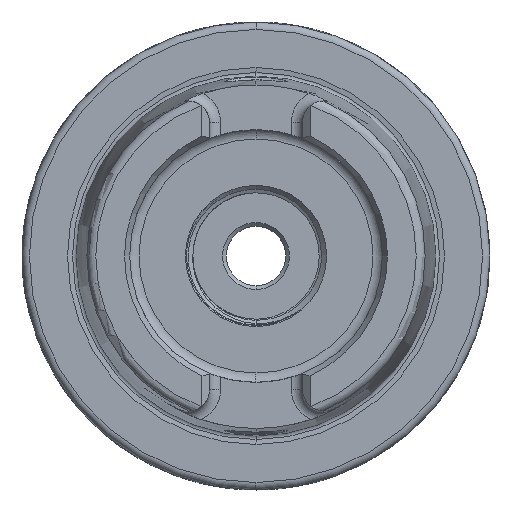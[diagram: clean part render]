
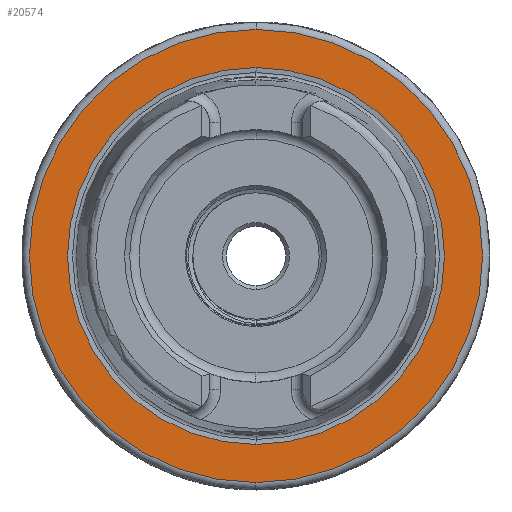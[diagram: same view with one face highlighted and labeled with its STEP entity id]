
A CAD part, left-side view. The second image highlights one B-rep face of the part: STEP entity #20574.
In plain terms, the highlighted planar face has unit normal (-1, 0, 0).
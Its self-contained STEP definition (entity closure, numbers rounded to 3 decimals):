
#2685 = DIRECTION ( 'NONE',  ( -1., 0., 0. ) ) ;
#2687 = CARTESIAN_POINT ( 'NONE',  ( 0., 25.369, 0. ) ) ;
#2688 = DIRECTION ( 'NONE',  ( 0., 0., 1. ) ) ;
#2708 = PLANE ( 'NONE',  #23517 ) ;
#5070 = CARTESIAN_POINT ( 'NONE',  ( 0., 0., -30.5 ) ) ;
#5231 = VERTEX_POINT ( 'NONE', #5070 ) ;
#5247 = AXIS2_PLACEMENT_3D ( 'NONE', #14323, #14311, #14315 ) ;
#5259 = AXIS2_PLACEMENT_3D ( 'NONE', #14420, #14422, #14481 ) ;
#5567 = EDGE_CURVE ( 'NONE', #8139, #8134, #6535, .T. ) ;
#5589 = EDGE_CURVE ( 'NONE', #5231, #11666, #7592, .T. ) ;
#5803 = AXIS2_PLACEMENT_3D ( 'NONE', #10611, #10612, #10613 ) ;
#5815 = AXIS2_PLACEMENT_3D ( 'NONE', #10475, #10490, #10495 ) ;
#6174 = EDGE_CURVE ( 'NONE', #11666, #5231, #11980, .T. ) ;
#6197 = EDGE_CURVE ( 'NONE', #8134, #8139, #12041, .T. ) ;
#6535 = CIRCLE ( 'NONE', #5815, 25.369 ) ;
#6781 = ORIENTED_EDGE ( 'NONE', *, *, #6174, .T. ) ;
#6795 = ORIENTED_EDGE ( 'NONE', *, *, #5567, .T. ) ;
#6797 = ORIENTED_EDGE ( 'NONE', *, *, #6197, .T. ) ;
#6798 = ORIENTED_EDGE ( 'NONE', *, *, #5589, .T. ) ;
#7592 = CIRCLE ( 'NONE', #5803, 30.5 ) ;
#8134 = VERTEX_POINT ( 'NONE', #17642 ) ;
#8139 = VERTEX_POINT ( 'NONE', #17616 ) ;
#8308 = EDGE_LOOP ( 'NONE', ( #6781, #6798 ) ) ;
#8320 = EDGE_LOOP ( 'NONE', ( #6797, #6795 ) ) ;
#10475 = CARTESIAN_POINT ( 'NONE',  ( 0., 0., 0. ) ) ;
#10490 = DIRECTION ( 'NONE',  ( 1., 0., 0. ) ) ;
#10495 = DIRECTION ( 'NONE',  ( 0., 0., -1. ) ) ;
#10611 = CARTESIAN_POINT ( 'NONE',  ( 0., 0., 0. ) ) ;
#10612 = DIRECTION ( 'NONE',  ( -1., 0., 0. ) ) ;
#10613 = DIRECTION ( 'NONE',  ( 0., 0., 1. ) ) ;
#11666 = VERTEX_POINT ( 'NONE', #17774 ) ;
#11980 = CIRCLE ( 'NONE', #5247, 30.5 ) ;
#12041 = CIRCLE ( 'NONE', #5259, 25.369 ) ;
#14311 = DIRECTION ( 'NONE',  ( -1., 0., 0. ) ) ;
#14315 = DIRECTION ( 'NONE',  ( 0., 0., 1. ) ) ;
#14323 = CARTESIAN_POINT ( 'NONE',  ( 0., 0., 0. ) ) ;
#14420 = CARTESIAN_POINT ( 'NONE',  ( 0., 0., 0. ) ) ;
#14422 = DIRECTION ( 'NONE',  ( 1., 0., 0. ) ) ;
#14481 = DIRECTION ( 'NONE',  ( 0., 0., -1. ) ) ;
#17616 = CARTESIAN_POINT ( 'NONE',  ( 0., 0., -25.369 ) ) ;
#17642 = CARTESIAN_POINT ( 'NONE',  ( 0., 0., 25.369 ) ) ;
#17774 = CARTESIAN_POINT ( 'NONE',  ( 0., 0., 30.5 ) ) ;
#20574 = ADVANCED_FACE ( 'NONE', ( #24817, #24847 ), #2708, .T. ) ;
#23517 = AXIS2_PLACEMENT_3D ( 'NONE', #2687, #2685, #2688 ) ;
#24817 = FACE_OUTER_BOUND ( 'NONE', #8308, .T. ) ;
#24847 = FACE_BOUND ( 'NONE', #8320, .T. ) ;
